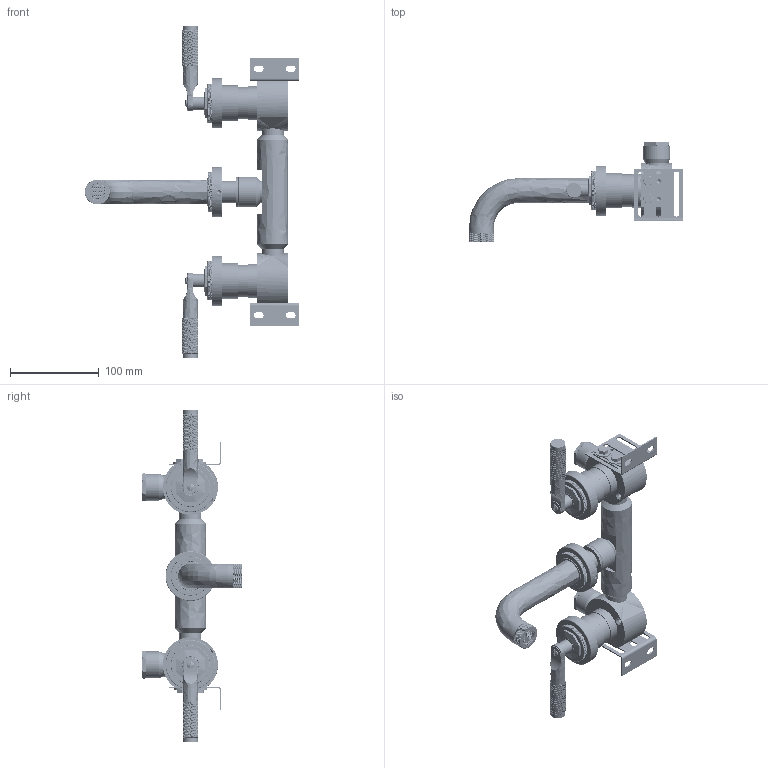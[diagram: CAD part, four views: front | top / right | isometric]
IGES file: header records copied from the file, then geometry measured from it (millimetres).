
Global section: file name: V7K17-1LK; native system: Autodesk Inventor 2018; preprocessor: unknown; author: clarkin; date: 20171005.102951; units: millimetre
Bounding box: 241.3 x 112.5 x 374 mm (x, y, z)
Volume: 597853.5 mm3; surface area: 300689.6 mm2
Topology: 85 solids, 85 shells, 27970 faces, 60001 edges, 32384 vertices
Faces by surface type: bspline 27970
